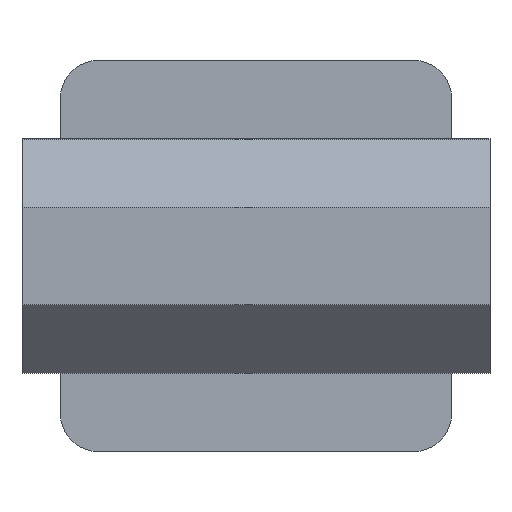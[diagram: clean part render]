
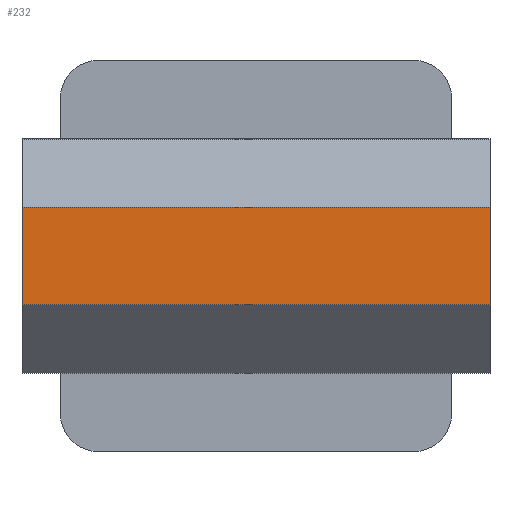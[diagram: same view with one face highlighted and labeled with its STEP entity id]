
A CAD part, front view. The second image highlights one B-rep face of the part: STEP entity #232.
In plain terms, the highlighted planar face has unit normal (0, -1, 0).
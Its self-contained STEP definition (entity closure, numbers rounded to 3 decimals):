
#176 = LINE ( 'NONE', #1072, #255 ) ;
#222 = CARTESIAN_POINT ( 'NONE',  ( -55., -90.3, 11.5 ) ) ;
#232 = ADVANCED_FACE ( 'NONE', ( #1011 ), #244, .F. ) ;
#244 = PLANE ( 'NONE',  #1211 ) ;
#255 = VECTOR ( 'NONE', #1375, 1000. ) ;
#269 = VECTOR ( 'NONE', #1787, 1000. ) ;
#308 = ORIENTED_EDGE ( 'NONE', *, *, #924, .F. ) ;
#387 = DIRECTION ( 'NONE',  ( 0., 0., 1. ) ) ;
#398 = CARTESIAN_POINT ( 'NONE',  ( 55., -90.3, -11.5 ) ) ;
#470 = DIRECTION ( 'NONE',  ( -1., 0., 0. ) ) ;
#585 = LINE ( 'NONE', #398, #1370 ) ;
#598 = LINE ( 'NONE', #902, #1071 ) ;
#715 = VERTEX_POINT ( 'NONE', #1372 ) ;
#755 = CARTESIAN_POINT ( 'NONE',  ( -55., -90.3, -11.5 ) ) ;
#770 = VERTEX_POINT ( 'NONE', #810 ) ;
#810 = CARTESIAN_POINT ( 'NONE',  ( 55., -90.3, 11.5 ) ) ;
#834 = ORIENTED_EDGE ( 'NONE', *, *, #1376, .T. ) ;
#872 = VERTEX_POINT ( 'NONE', #222 ) ;
#876 = EDGE_LOOP ( 'NONE', ( #834, #1702, #308, #999 ) ) ;
#902 = CARTESIAN_POINT ( 'NONE',  ( 55., -90.3, 11.5 ) ) ;
#924 = EDGE_CURVE ( 'NONE', #1580, #715, #585, .T. ) ;
#960 = EDGE_CURVE ( 'NONE', #872, #715, #1216, .T. ) ;
#999 = ORIENTED_EDGE ( 'NONE', *, *, #1399, .F. ) ;
#1011 = FACE_OUTER_BOUND ( 'NONE', #876, .T. ) ;
#1071 = VECTOR ( 'NONE', #470, 1000. ) ;
#1072 = CARTESIAN_POINT ( 'NONE',  ( 55., -90.3, -11.5 ) ) ;
#1185 = DIRECTION ( 'NONE',  ( -1., 0., 0. ) ) ;
#1211 = AXIS2_PLACEMENT_3D ( 'NONE', #1886, #1444, #387 ) ;
#1216 = LINE ( 'NONE', #755, #269 ) ;
#1370 = VECTOR ( 'NONE', #1185, 1000. ) ;
#1372 = CARTESIAN_POINT ( 'NONE',  ( -55., -90.3, -11.5 ) ) ;
#1375 = DIRECTION ( 'NONE',  ( 0., 0., -1. ) ) ;
#1376 = EDGE_CURVE ( 'NONE', #770, #872, #598, .T. ) ;
#1399 = EDGE_CURVE ( 'NONE', #770, #1580, #176, .T. ) ;
#1423 = CARTESIAN_POINT ( 'NONE',  ( 55., -90.3, -11.5 ) ) ;
#1444 = DIRECTION ( 'NONE',  ( 0., 1., 0. ) ) ;
#1580 = VERTEX_POINT ( 'NONE', #1423 ) ;
#1702 = ORIENTED_EDGE ( 'NONE', *, *, #960, .T. ) ;
#1787 = DIRECTION ( 'NONE',  ( 0., 0., -1. ) ) ;
#1886 = CARTESIAN_POINT ( 'NONE',  ( 55., -90.3, -11.5 ) ) ;
